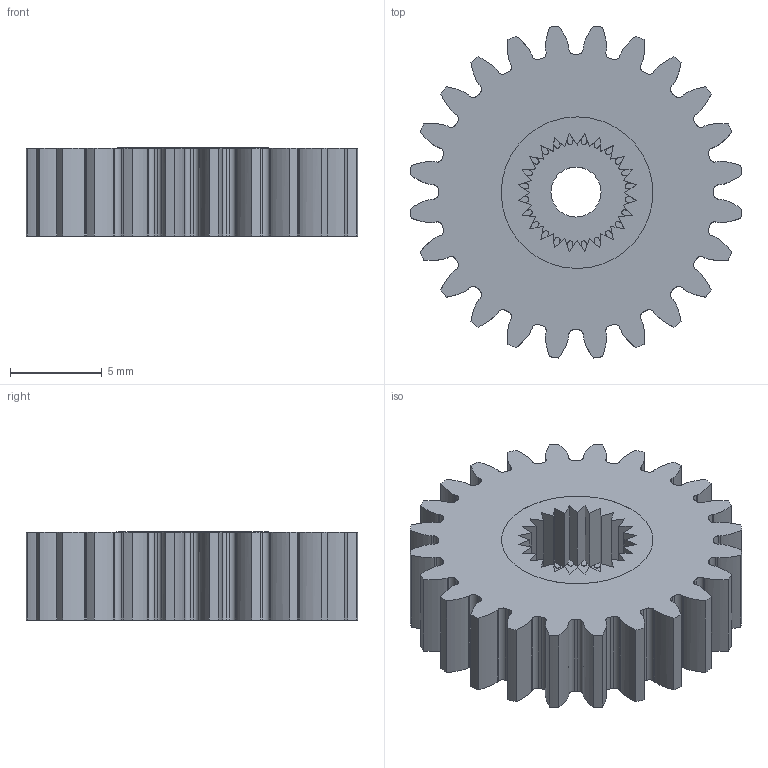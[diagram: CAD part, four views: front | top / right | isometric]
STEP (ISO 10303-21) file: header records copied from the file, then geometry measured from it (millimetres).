
FILE_DESCRIPTION(/* description */ (''),/* implementation_level */ '2;1');
FILE_NAME(/* name */ 'Gear.step',/* time_stamp */ '2022-02-17T13:59:41+01:00',/* author */ (''),/* organization */ (''),/* preprocessor_version */ 'ST-DEVELOPER v18.1',/* originating_system */ 'Autodesk Translation Framework v10.13.0.1454',/* authorisation */ '');
FILE_SCHEMA (('AUTOMOTIVE_DESIGN { 1 0 10303 214 3 1 1 }'));
Products named in the file (1): Gear
Bounding box: 18.1 x 18.1 x 4.8 mm (x, y, z)
Volume: 944.1 mm3; surface area: 1078 mm2
Topology: 1 solids, 1 shells, 486 faces, 1398 edges, 916 vertices
Faces by surface type: plane 196, cylinder 194, bspline 96
Full cylindrical faces by diameter (mm): 2.728 x1, 8.274 x1
Entity records: 39520 total; most frequent: CARTESIAN_POINT 27338, ORIENTED_EDGE 2796, DIRECTION 2328, EDGE_CURVE 1398, VERTEX_POINT 916, AXIS2_PLACEMENT_3D 779, LINE 770, VECTOR 770
